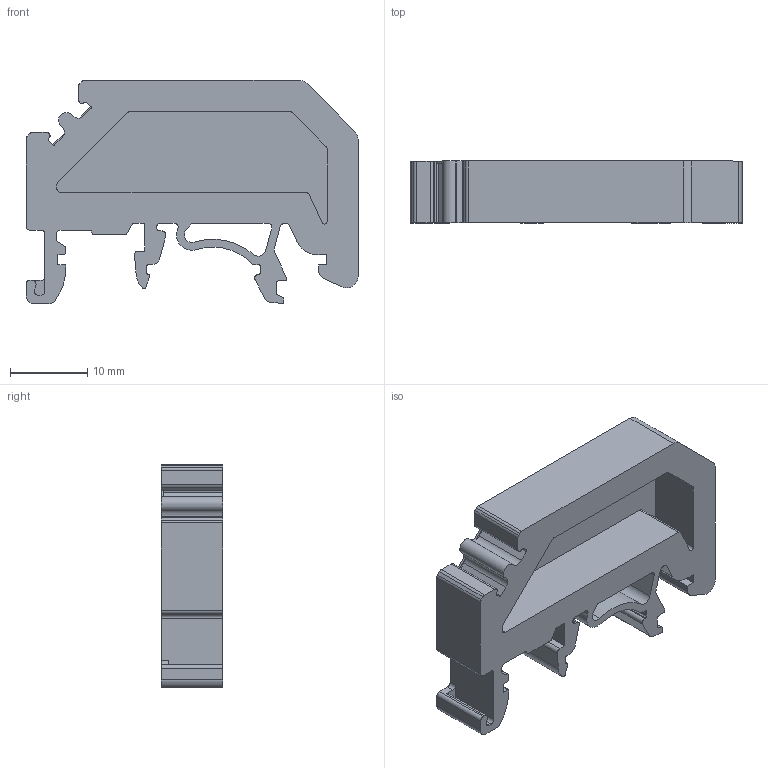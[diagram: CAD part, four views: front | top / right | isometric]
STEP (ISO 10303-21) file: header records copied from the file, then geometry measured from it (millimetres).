
FILE_DESCRIPTION( ( 'CTS6U Terminal Housing' ), '1' );
FILE_NAME( 'CASP.stp', '23.04.2014', ( 'Hemant Sonawane' ), ( 'Connectwell Industries Pvt Ltd' ), 'PSStep 15.0.49', 'Unknown', ' ' );
FILE_SCHEMA( ( 'AUTOMOTIVE_DESIGN { 1 0 10303 214 1 1 1 1 }' ) );
Length unit declared in the file: millimetre
Products named in the file (1): 1
Bounding box: 43 x 8 x 28.9 mm (x, y, z)
Volume: 3169.8 mm3; surface area: 5768 mm2
Topology: 1 solids, 1 shells, 203 faces, 592 edges, 394 vertices
Faces by surface type: plane 111, cylinder 92
Entity records: 8400 total; most frequent: CARTESIAN_POINT 1190, DIRECTION 1186, ORIENTED_EDGE 1184, EDGE_CURVE 592, LINE 406, VECTOR 406, VERTEX_POINT 394, AXIS2_PLACEMENT_3D 390
